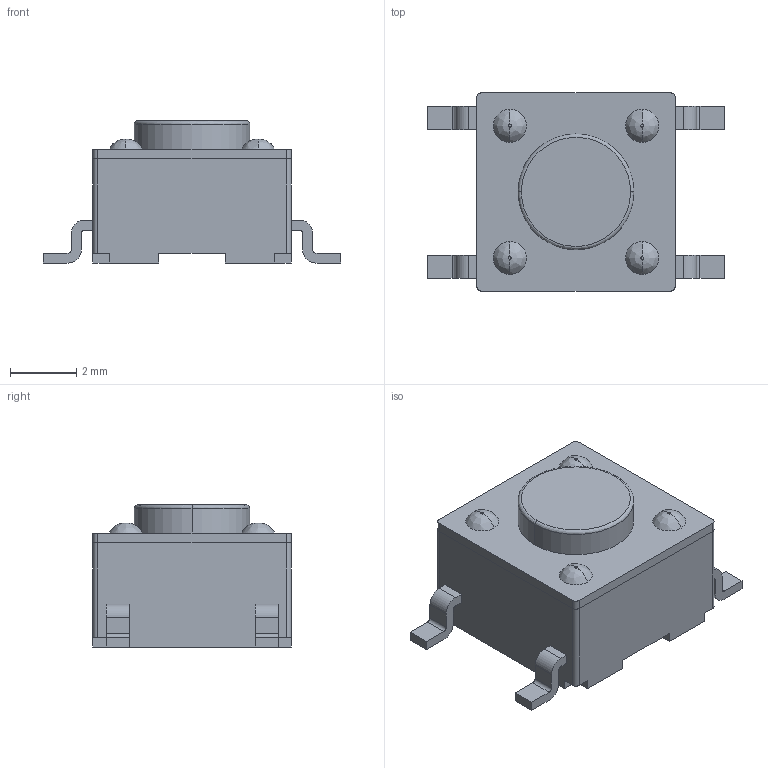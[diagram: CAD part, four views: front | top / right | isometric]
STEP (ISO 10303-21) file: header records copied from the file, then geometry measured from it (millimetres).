
FILE_DESCRIPTION (( 'STEP AP214' ), '1' );
FILE_NAME ('PTS645SM43SMTR92LFS.STEP', '2021-05-07T05:45:28', ( '' ), ( '' ), 'SwSTEP 2.0', 'SolidWorks 2018', '' );
FILE_SCHEMA (( 'AUTOMOTIVE_DESIGN' ));
Length unit declared in the file: millimetre
Products named in the file (1): PTS645SM43SMTR92LFS
Bounding box: 9 x 6 x 4.3 mm (x, y, z)
Volume: 130.9 mm3; surface area: 283.9 mm2
Topology: 11 solids, 11 shells, 114 faces, 274 edges, 182 vertices
Faces by surface type: plane 78, cylinder 26, bspline 10
Entity records: 4800 total; most frequent: CARTESIAN_POINT 751, ORIENTED_EDGE 548, DIRECTION 544, EDGE_CURVE 274, VECTOR 194, LINE 194, VERTEX_POINT 182, AXIS2_PLACEMENT_3D 175
